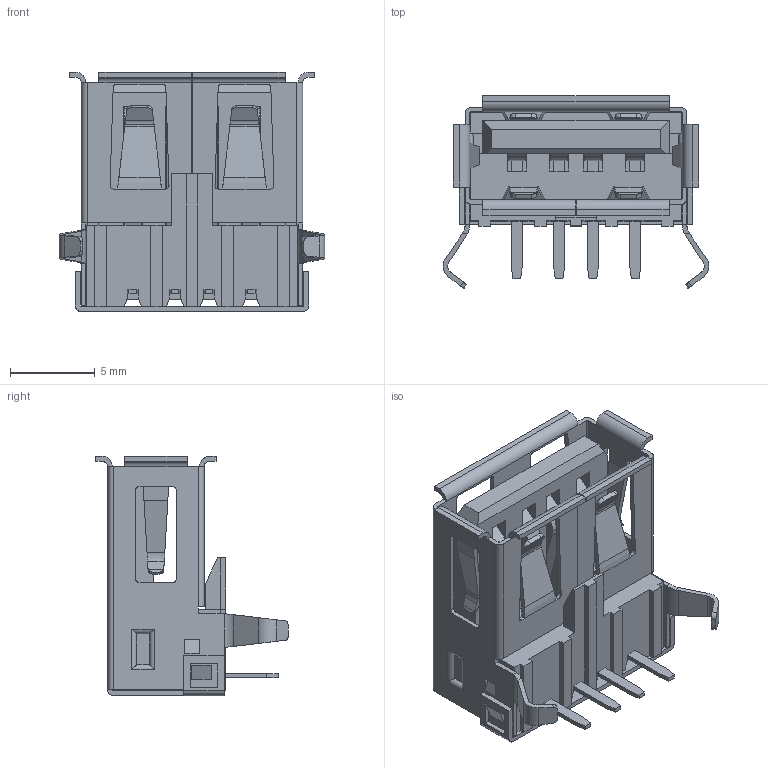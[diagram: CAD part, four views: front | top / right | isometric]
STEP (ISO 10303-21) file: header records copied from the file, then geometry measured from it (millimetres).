
FILE_DESCRIPTION(/* description */ (''),/* implementation_level */ '2;1');
FILE_NAME(/* name */ 'USB_Connector_Type_A_TH_female_ipt_cdaf4c0f.STEP',/* time_stamp */ '2024-05-28T14:34:04+01:00',/* author */ ('rlndo'),/* organization */ (''),/* preprocessor_version */ 'ST-DEVELOPER v16.13',/* originating_system */ 'Autodesk Inventor 2018',/* authorisation */ '');
FILE_SCHEMA (('AUTOMOTIVE_DESIGN { 1 0 10303 214 3 1 1 }'));
Length unit declared in the file: millimetre
Products named in the file (1): USB_Connector_Type_A_TH_female
Bounding box: 15.7 x 11.39 x 14.15 mm (x, y, z)
Volume: 561.8 mm3; surface area: 2123.3 mm2
Topology: 6 solids, 6 shells, 807 faces, 2261 edges, 1458 vertices
Faces by surface type: plane 591, bspline 138, cylinder 78
Entity records: 30397 total; most frequent: CARTESIAN_POINT 10404, ORIENTED_EDGE 4522, DIRECTION 3469, EDGE_CURVE 2261, LINE 1849, VECTOR 1849, VERTEX_POINT 1458, EDGE_LOOP 835
